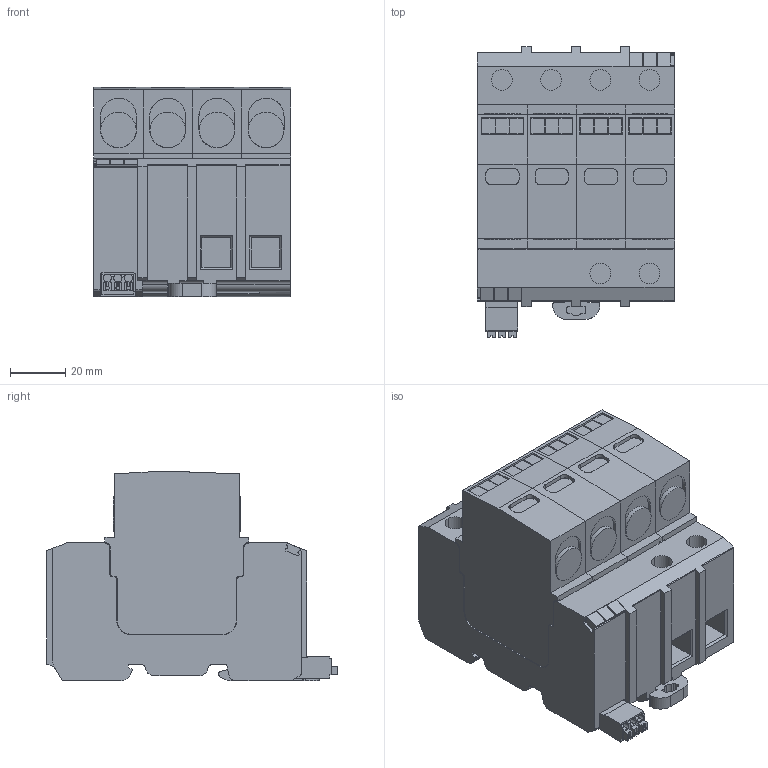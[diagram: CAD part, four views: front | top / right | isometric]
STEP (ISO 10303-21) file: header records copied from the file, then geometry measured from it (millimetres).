
FILE_DESCRIPTION(('CATIA V5R24 STEP','CAx-IF Rec.Pracs.--- Model Styling and Organization---1.2---2011-12-15'),'2;1');
FILE_NAME ('6873988_9_1352190000_S3D_VPU_I_II_4_R_XXX.stp','2018-09-12T12:58:23+00:00',('none'),('Weidmueller'),'CATIA Version 5-6 Release 2014 SP4','CATIA V5 STEP AP214','none');
FILE_SCHEMA(('AUTOMOTIVE_DESIGN { 1 0 10303 214 1 1 1 1 }'));
Length unit declared in the file: millimetre
Products named in the file (1): 1352190000
Bounding box: 71.4 x 105 x 75.9 mm (x, y, z)
Volume: 366965.8 mm3; surface area: 90988.9 mm2
Topology: 31 solids, 31 shells, 1227 faces, 3351 edges, 2227 vertices
Faces by surface type: plane 876, cylinder 313, extrusion 32, cone 6
Entity records: 40974 total; most frequent: CARTESIAN_POINT 9321, ORIENTED_EDGE 6702, DIRECTION 5404, EDGE_CURVE 3351, VECTOR 2633, LINE 2601, VERTEX_POINT 2227, AXIS2_PLACEMENT_3D 1652
